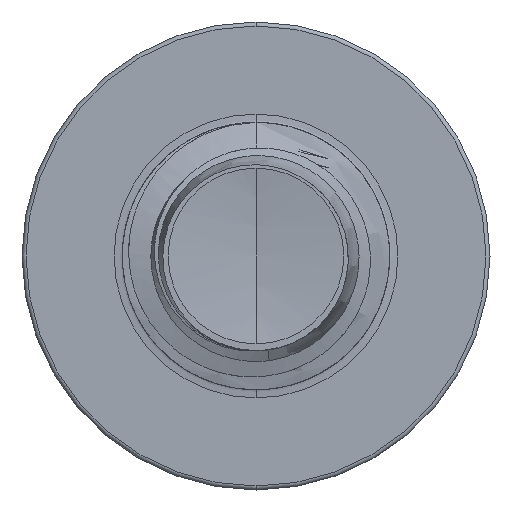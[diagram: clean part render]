
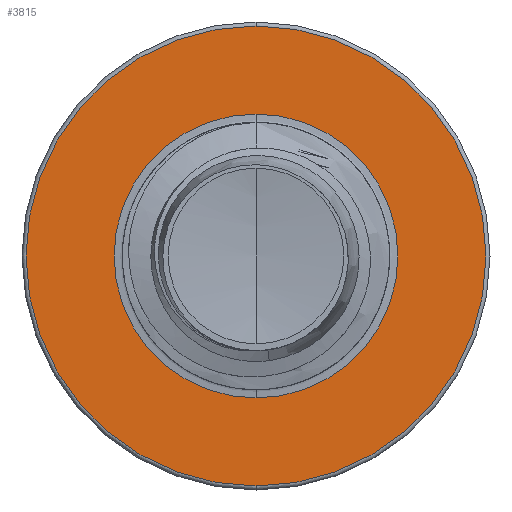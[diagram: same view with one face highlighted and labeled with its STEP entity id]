
A CAD part, front view. The second image highlights one B-rep face of the part: STEP entity #3815.
In plain terms, the highlighted planar face has unit normal (0, -1, 0).
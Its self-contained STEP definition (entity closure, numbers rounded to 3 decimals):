
#365 = CARTESIAN_POINT ( 'NONE',  ( 0., 22.5, -3.186 ) ) ;
#1017 = AXIS2_PLACEMENT_3D ( 'NONE', #9666, #29149, #12527 ) ;
#2673 = EDGE_LOOP ( 'NONE', ( #26438, #27290 ) ) ;
#3062 = FACE_BOUND ( 'NONE', #2673, .T. ) ;
#3299 = DIRECTION ( 'NONE',  ( 0., 1., 0. ) ) ;
#3815 = ADVANCED_FACE ( 'NONE', ( #8000, #3062 ), #20276, .F. ) ;
#3991 = ORIENTED_EDGE ( 'NONE', *, *, #6197, .F. ) ;
#4321 = AXIS2_PLACEMENT_3D ( 'NONE', #365, #3299, #23065 ) ;
#5970 = VERTEX_POINT ( 'NONE', #34933 ) ;
#6197 = EDGE_CURVE ( 'NONE', #5970, #15270, #10210, .T. ) ;
#6227 = ORIENTED_EDGE ( 'NONE', *, *, #20384, .F. ) ;
#7029 = AXIS2_PLACEMENT_3D ( 'NONE', #28893, #12254, #31637 ) ;
#8000 = FACE_OUTER_BOUND ( 'NONE', #26843, .T. ) ;
#8336 = CARTESIAN_POINT ( 'NONE',  ( 0., 22.5, 0. ) ) ;
#9666 = CARTESIAN_POINT ( 'NONE',  ( 0., 22.5, 0. ) ) ;
#10210 = CIRCLE ( 'NONE', #21401, 5.16 ) ;
#10539 = CIRCLE ( 'NONE', #1017, 3.186 ) ;
#11197 = DIRECTION ( 'NONE',  ( 0., 0., 1. ) ) ;
#12254 = DIRECTION ( 'NONE',  ( 0., 1., 0. ) ) ;
#12358 = CIRCLE ( 'NONE', #7029, 5.16 ) ;
#12527 = DIRECTION ( 'NONE',  ( 0., 0., 1. ) ) ;
#13880 = DIRECTION ( 'NONE',  ( 0., 1., 0. ) ) ;
#15270 = VERTEX_POINT ( 'NONE', #16939 ) ;
#16939 = CARTESIAN_POINT ( 'NONE',  ( 0., 22.5, 5.16 ) ) ;
#17675 = CIRCLE ( 'NONE', #18485, 3.186 ) ;
#18485 = AXIS2_PLACEMENT_3D ( 'NONE', #8336, #27882, #11197 ) ;
#20276 = PLANE ( 'NONE',  #4321 ) ;
#20384 = EDGE_CURVE ( 'NONE', #15270, #5970, #12358, .T. ) ;
#21290 = VERTEX_POINT ( 'NONE', #32076 ) ;
#21401 = AXIS2_PLACEMENT_3D ( 'NONE', #30436, #13880, #33216 ) ;
#23065 = DIRECTION ( 'NONE',  ( 0., 0., 1. ) ) ;
#24773 = VERTEX_POINT ( 'NONE', #31702 ) ;
#26438 = ORIENTED_EDGE ( 'NONE', *, *, #26873, .T. ) ;
#26843 = EDGE_LOOP ( 'NONE', ( #6227, #3991 ) ) ;
#26873 = EDGE_CURVE ( 'NONE', #24773, #21290, #10539, .T. ) ;
#27290 = ORIENTED_EDGE ( 'NONE', *, *, #34506, .T. ) ;
#27882 = DIRECTION ( 'NONE',  ( 0., 1., 0. ) ) ;
#28893 = CARTESIAN_POINT ( 'NONE',  ( 0., 22.5, 0. ) ) ;
#29149 = DIRECTION ( 'NONE',  ( 0., 1., 0. ) ) ;
#30436 = CARTESIAN_POINT ( 'NONE',  ( 0., 22.5, 0. ) ) ;
#31637 = DIRECTION ( 'NONE',  ( 0., 0., 1. ) ) ;
#31702 = CARTESIAN_POINT ( 'NONE',  ( 0., 22.5, 3.186 ) ) ;
#32076 = CARTESIAN_POINT ( 'NONE',  ( 0., 22.5, -3.186 ) ) ;
#33216 = DIRECTION ( 'NONE',  ( 0., 0., 1. ) ) ;
#34506 = EDGE_CURVE ( 'NONE', #21290, #24773, #17675, .T. ) ;
#34933 = CARTESIAN_POINT ( 'NONE',  ( 0., 22.5, -5.16 ) ) ;
